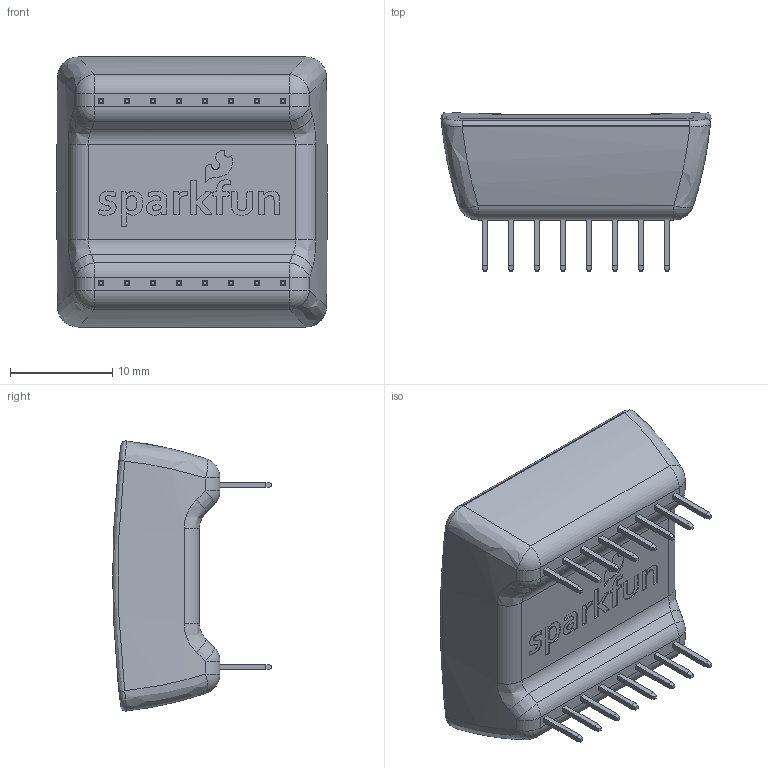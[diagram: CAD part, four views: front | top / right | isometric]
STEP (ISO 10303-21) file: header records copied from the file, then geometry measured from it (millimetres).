
FILE_DESCRIPTION (( 'STEP AP203' ), '1' );
FILE_NAME ('Sparkfun display.STEP', '2015-10-06T21:01:25', ( '' ), ( '' ), 'SwSTEP 2.0', 'SolidWorks 2010', '' );
FILE_SCHEMA (( 'CONFIG_CONTROL_DESIGN' ));
Length unit declared in the file: millimetre
Products named in the file (1): Sparkfun display
Bounding box: 26.4 x 15.46 x 26.4 mm (x, y, z)
Volume: 5618 mm3; surface area: 3357.7 mm2
Topology: 18 solids, 18 shells, 430 faces, 1051 edges, 662 vertices
Faces by surface type: plane 243, cylinder 96, bspline 83, sphere 8
Entity records: 18762 total; most frequent: CARTESIAN_POINT 9105, ORIENTED_EDGE 2086, DIRECTION 1757, EDGE_CURVE 1043, VECTOR 669, LINE 669, VERTEX_POINT 662, AXIS2_PLACEMENT_3D 544
